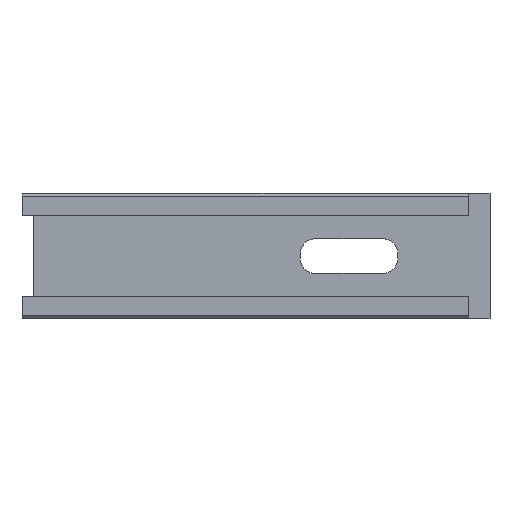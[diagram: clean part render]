
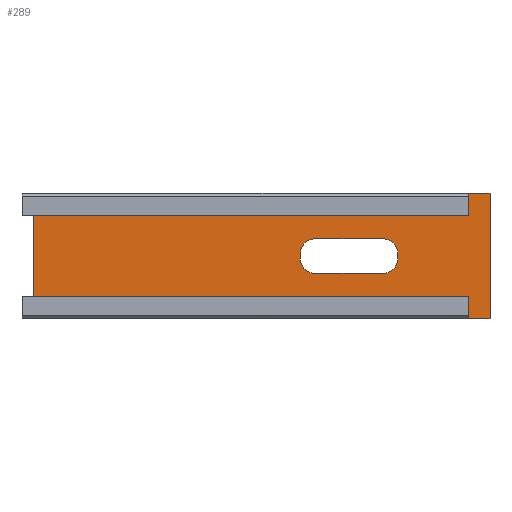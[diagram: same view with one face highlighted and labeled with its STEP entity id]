
A CAD part, top view. The second image highlights one B-rep face of the part: STEP entity #289.
In plain terms, the highlighted planar face has unit normal (0, 0, 1).
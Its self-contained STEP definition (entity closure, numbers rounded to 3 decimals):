
#2 = EDGE_CURVE ( 'NONE', #1422, #535, #77, .T. ) ;
#26 = VERTEX_POINT ( 'NONE', #1357 ) ;
#34 = LINE ( 'NONE', #480, #426 ) ;
#39 = EDGE_CURVE ( 'NONE', #819, #429, #57, .T. ) ;
#51 = VECTOR ( 'NONE', #849, 1000. ) ;
#52 = LINE ( 'NONE', #888, #325 ) ;
#57 = LINE ( 'NONE', #1224, #360 ) ;
#65 = DIRECTION ( 'NONE',  ( -1., 0., 0. ) ) ;
#73 = VERTEX_POINT ( 'NONE', #724 ) ;
#77 = LINE ( 'NONE', #1105, #1241 ) ;
#78 = EDGE_CURVE ( 'NONE', #943, #819, #730, .T. ) ;
#79 = CARTESIAN_POINT ( 'NONE',  ( 43., -5.75, 0. ) ) ;
#103 = EDGE_CURVE ( 'NONE', #26, #1214, #555, .T. ) ;
#157 = EDGE_CURVE ( 'NONE', #943, #73, #1879, .T. ) ;
#167 = ORIENTED_EDGE ( 'NONE', *, *, #1117, .T. ) ;
#181 = EDGE_CURVE ( 'NONE', #1263, #1422, #601, .T. ) ;
#186 = ORIENTED_EDGE ( 'NONE', *, *, #984, .T. ) ;
#217 = EDGE_CURVE ( 'NONE', #1308, #1528, #34, .T. ) ;
#225 = VERTEX_POINT ( 'NONE', #1752 ) ;
#231 = ORIENTED_EDGE ( 'NONE', *, *, #157, .T. ) ;
#234 = CARTESIAN_POINT ( 'NONE',  ( 26.908, -0.25, 0. ) ) ;
#269 = DIRECTION ( 'NONE',  ( 0., -1., 0. ) ) ;
#285 = DIRECTION ( 'NONE',  ( 0., 1., 0. ) ) ;
#289 = ADVANCED_FACE ( 'NONE', ( #1636, #1328 ), #1464, .F. ) ;
#290 = VECTOR ( 'NONE', #65, 1000. ) ;
#321 = AXIS2_PLACEMENT_3D ( 'NONE', #1718, #407, #1597 ) ;
#322 = ORIENTED_EDGE ( 'NONE', *, *, #181, .T. ) ;
#323 = EDGE_CURVE ( 'NONE', #474, #1214, #896, .T. ) ;
#325 = VECTOR ( 'NONE', #1022, 1000. ) ;
#336 = EDGE_CURVE ( 'NONE', #1434, #1104, #52, .T. ) ;
#338 = CARTESIAN_POINT ( 'NONE',  ( 1.072, -4.65, 0. ) ) ;
#360 = VECTOR ( 'NONE', #1682, 1000. ) ;
#367 = ORIENTED_EDGE ( 'NONE', *, *, #217, .T. ) ;
#368 = LINE ( 'NONE', #673, #1153 ) ;
#384 = LINE ( 'NONE', #641, #807 ) ;
#407 = DIRECTION ( 'NONE',  ( 0., 0., -1. ) ) ;
#426 = VECTOR ( 'NONE', #756, 1000. ) ;
#429 = VERTEX_POINT ( 'NONE', #1803 ) ;
#436 = DIRECTION ( 'NONE',  ( -1., 0., 0. ) ) ;
#448 = VECTOR ( 'NONE', #1481, 1000. ) ;
#452 = VECTOR ( 'NONE', #436, 1000. ) ;
#474 = VERTEX_POINT ( 'NONE', #665 ) ;
#480 = CARTESIAN_POINT ( 'NONE',  ( 25.578, -4.65, 0. ) ) ;
#488 = ORIENTED_EDGE ( 'NONE', *, *, #1840, .F. ) ;
#500 = DIRECTION ( 'NONE',  ( 0., -1., 0. ) ) ;
#535 = VERTEX_POINT ( 'NONE', #1415 ) ;
#542 = CIRCLE ( 'NONE', #1853, 1.33 ) ;
#544 = AXIS2_PLACEMENT_3D ( 'NONE', #1594, #1303, #285 ) ;
#555 = LINE ( 'NONE', #838, #51 ) ;
#558 = DIRECTION ( 'NONE',  ( 0., 0., -1. ) ) ;
#594 = CIRCLE ( 'NONE', #1112, 1.33 ) ;
#601 = CIRCLE ( 'NONE', #544, 1.33 ) ;
#641 = CARTESIAN_POINT ( 'NONE',  ( 34.518, -4.65, 0. ) ) ;
#664 = AXIS2_PLACEMENT_3D ( 'NONE', #1200, #1496, #905 ) ;
#665 = CARTESIAN_POINT ( 'NONE',  ( 1.072, 4.65, 0. ) ) ;
#673 = CARTESIAN_POINT ( 'NONE',  ( 41., -5.75, 0. ) ) ;
#700 = CARTESIAN_POINT ( 'NONE',  ( 26.908, 0.25, 0. ) ) ;
#707 = ORIENTED_EDGE ( 'NONE', *, *, #39, .F. ) ;
#724 = CARTESIAN_POINT ( 'NONE',  ( 41., 5.75, 0. ) ) ;
#730 = LINE ( 'NONE', #1600, #1883 ) ;
#756 = DIRECTION ( 'NONE',  ( 0., 1., 0. ) ) ;
#787 = EDGE_CURVE ( 'NONE', #535, #1308, #542, .T. ) ;
#805 = ORIENTED_EDGE ( 'NONE', *, *, #787, .T. ) ;
#807 = VECTOR ( 'NONE', #500, 1000. ) ;
#813 = DIRECTION ( 'NONE',  ( 0., 1., 0. ) ) ;
#819 = VERTEX_POINT ( 'NONE', #79 ) ;
#824 = DIRECTION ( 'NONE',  ( 0., 1., 0. ) ) ;
#838 = CARTESIAN_POINT ( 'NONE',  ( 44., -4.65, 0. ) ) ;
#849 = DIRECTION ( 'NONE',  ( -1., 0., 0. ) ) ;
#884 = CARTESIAN_POINT ( 'NONE',  ( 34.518, -0.25, 0. ) ) ;
#888 = CARTESIAN_POINT ( 'NONE',  ( 44., 1.58, 0. ) ) ;
#896 = LINE ( 'NONE', #338, #448 ) ;
#904 = ORIENTED_EDGE ( 'NONE', *, *, #1866, .F. ) ;
#905 = DIRECTION ( 'NONE',  ( 0., 1., 0. ) ) ;
#943 = VERTEX_POINT ( 'NONE', #1091 ) ;
#971 = DIRECTION ( 'NONE',  ( 0., 0., -1. ) ) ;
#973 = ORIENTED_EDGE ( 'NONE', *, *, #103, .F. ) ;
#984 = EDGE_CURVE ( 'NONE', #1885, #1263, #384, .T. ) ;
#1009 = CARTESIAN_POINT ( 'NONE',  ( 33.188, 1.58, 0. ) ) ;
#1022 = DIRECTION ( 'NONE',  ( 1., 0., 0. ) ) ;
#1091 = CARTESIAN_POINT ( 'NONE',  ( 43., 5.75, 0. ) ) ;
#1093 = ORIENTED_EDGE ( 'NONE', *, *, #1293, .T. ) ;
#1104 = VERTEX_POINT ( 'NONE', #1009 ) ;
#1105 = CARTESIAN_POINT ( 'NONE',  ( 44., -1.58, 0. ) ) ;
#1112 = AXIS2_PLACEMENT_3D ( 'NONE', #700, #971, #1733 ) ;
#1116 = ORIENTED_EDGE ( 'NONE', *, *, #336, .T. ) ;
#1117 = EDGE_CURVE ( 'NONE', #1104, #1885, #1631, .T. ) ;
#1152 = CARTESIAN_POINT ( 'NONE',  ( 44., 5.75, 0. ) ) ;
#1153 = VECTOR ( 'NONE', #1696, 1000. ) ;
#1200 = CARTESIAN_POINT ( 'NONE',  ( 44., -4.65, 0. ) ) ;
#1214 = VERTEX_POINT ( 'NONE', #1460 ) ;
#1216 = CARTESIAN_POINT ( 'NONE',  ( 34.518, 0.25, 0. ) ) ;
#1222 = LINE ( 'NONE', #1807, #290 ) ;
#1224 = CARTESIAN_POINT ( 'NONE',  ( 44., -5.75, 0. ) ) ;
#1236 = ORIENTED_EDGE ( 'NONE', *, *, #1433, .T. ) ;
#1241 = VECTOR ( 'NONE', #1367, 1000. ) ;
#1263 = VERTEX_POINT ( 'NONE', #884 ) ;
#1293 = EDGE_CURVE ( 'NONE', #225, #474, #1222, .T. ) ;
#1294 = EDGE_LOOP ( 'NONE', ( #186, #322, #1786, #805, #367, #1236, #1116, #167 ) ) ;
#1303 = DIRECTION ( 'NONE',  ( 0., 0., -1. ) ) ;
#1308 = VERTEX_POINT ( 'NONE', #1526 ) ;
#1328 = FACE_BOUND ( 'NONE', #1294, .T. ) ;
#1357 = CARTESIAN_POINT ( 'NONE',  ( 41., -4.65, 0. ) ) ;
#1367 = DIRECTION ( 'NONE',  ( -1., 0., 0. ) ) ;
#1415 = CARTESIAN_POINT ( 'NONE',  ( 26.908, -1.58, 0. ) ) ;
#1422 = VERTEX_POINT ( 'NONE', #1715 ) ;
#1433 = EDGE_CURVE ( 'NONE', #1528, #1434, #594, .T. ) ;
#1434 = VERTEX_POINT ( 'NONE', #1873 ) ;
#1454 = VECTOR ( 'NONE', #813, 1000. ) ;
#1460 = CARTESIAN_POINT ( 'NONE',  ( 1.072, -4.65, 0. ) ) ;
#1464 = PLANE ( 'NONE',  #664 ) ;
#1481 = DIRECTION ( 'NONE',  ( 0., -1., 0. ) ) ;
#1496 = DIRECTION ( 'NONE',  ( 0., 0., -1. ) ) ;
#1519 = LINE ( 'NONE', #1684, #1454 ) ;
#1526 = CARTESIAN_POINT ( 'NONE',  ( 25.578, -0.25, 0. ) ) ;
#1528 = VERTEX_POINT ( 'NONE', #1753 ) ;
#1592 = ORIENTED_EDGE ( 'NONE', *, *, #78, .F. ) ;
#1594 = CARTESIAN_POINT ( 'NONE',  ( 33.188, -0.25, 0. ) ) ;
#1597 = DIRECTION ( 'NONE',  ( 0., 1., 0. ) ) ;
#1600 = CARTESIAN_POINT ( 'NONE',  ( 43., 5.75, 0. ) ) ;
#1631 = CIRCLE ( 'NONE', #321, 1.33 ) ;
#1636 = FACE_OUTER_BOUND ( 'NONE', #1669, .T. ) ;
#1669 = EDGE_LOOP ( 'NONE', ( #904, #1093, #1738, #973, #488, #707, #1592, #231 ) ) ;
#1682 = DIRECTION ( 'NONE',  ( -1., 0., 0. ) ) ;
#1684 = CARTESIAN_POINT ( 'NONE',  ( 41., 4.65, 0. ) ) ;
#1696 = DIRECTION ( 'NONE',  ( 0., 1., 0. ) ) ;
#1715 = CARTESIAN_POINT ( 'NONE',  ( 33.188, -1.58, 0. ) ) ;
#1718 = CARTESIAN_POINT ( 'NONE',  ( 33.188, 0.25, 0. ) ) ;
#1733 = DIRECTION ( 'NONE',  ( 0., 1., 0. ) ) ;
#1738 = ORIENTED_EDGE ( 'NONE', *, *, #323, .T. ) ;
#1752 = CARTESIAN_POINT ( 'NONE',  ( 41., 4.65, 0. ) ) ;
#1753 = CARTESIAN_POINT ( 'NONE',  ( 25.578, 0.25, 0. ) ) ;
#1786 = ORIENTED_EDGE ( 'NONE', *, *, #2, .T. ) ;
#1803 = CARTESIAN_POINT ( 'NONE',  ( 41., -5.75, 0. ) ) ;
#1807 = CARTESIAN_POINT ( 'NONE',  ( 44., 4.65, 0. ) ) ;
#1840 = EDGE_CURVE ( 'NONE', #429, #26, #368, .T. ) ;
#1853 = AXIS2_PLACEMENT_3D ( 'NONE', #234, #558, #824 ) ;
#1866 = EDGE_CURVE ( 'NONE', #225, #73, #1519, .T. ) ;
#1873 = CARTESIAN_POINT ( 'NONE',  ( 26.908, 1.58, 0. ) ) ;
#1879 = LINE ( 'NONE', #1152, #452 ) ;
#1883 = VECTOR ( 'NONE', #269, 1000. ) ;
#1885 = VERTEX_POINT ( 'NONE', #1216 ) ;
